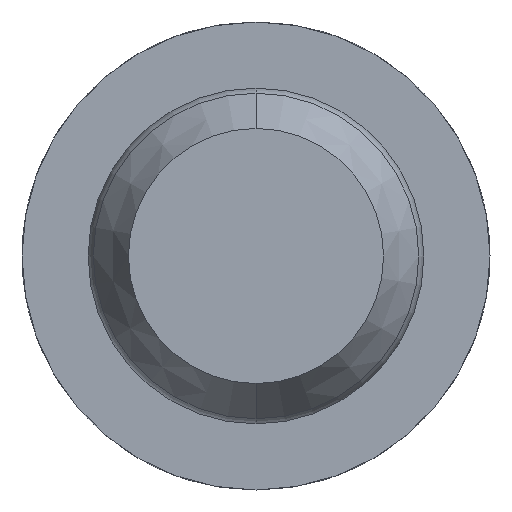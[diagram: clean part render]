
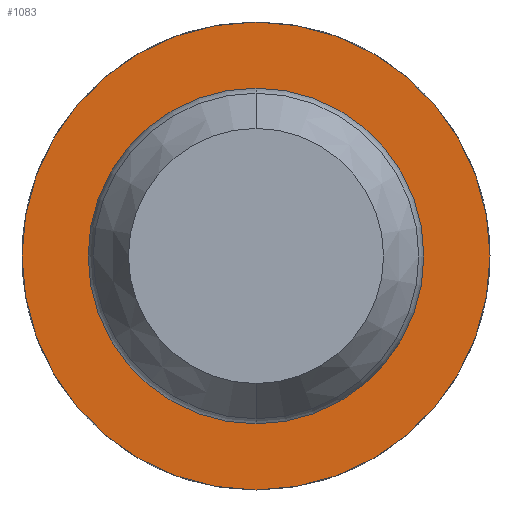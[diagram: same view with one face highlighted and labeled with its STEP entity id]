
A CAD part, front view. The second image highlights one B-rep face of the part: STEP entity #1083.
In plain terms, the highlighted planar face has unit normal (0, -1, 0).
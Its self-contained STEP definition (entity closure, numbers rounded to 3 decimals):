
#234 = VERTEX_POINT ( 'NONE', #4788 ) ;
#535 = EDGE_CURVE ( 'Defeature ausgef�hrt3_20+Defeature ausgef�hrt3_21+Defeature ausgef�hrt3_21+Defeature ausgef�hrt3_21', #234, #2667, #4954, .T. ) ;
#550 = PLANE ( 'NONE',  #4013 ) ;
#700 = CARTESIAN_POINT ( 'NONE',  ( 0., -10.5, 0. ) ) ;
#850 = EDGE_CURVE ( 'Defeature ausgef�hrt3_19+Defeature ausgef�hrt3_20+Defeature ausgef�hrt3_20+Defeature ausgef�hrt3_20', #3859, #1548, #1699, .T. ) ;
#883 = DIRECTION ( 'NONE',  ( 0., 1., 0. ) ) ;
#911 = EDGE_LOOP ( 'NONE', ( #2022, #4121 ) ) ;
#985 = CARTESIAN_POINT ( 'NONE',  ( 1.15, -10.5, 0. ) ) ;
#1083 = ADVANCED_FACE ( 'Defeature ausgef�hrt3_20', ( #1963, #4460 ), #550, .F. ) ;
#1391 = DIRECTION ( 'NONE',  ( 0., 0., 1. ) ) ;
#1490 = EDGE_CURVE ( 'Defeature ausgef�hrt3_19+Defeature ausgef�hrt3_20+Defeature ausgef�hrt3_20+Defeature ausgef�hrt3_20', #1548, #3859, #1859, .T. ) ;
#1496 = CIRCLE ( 'NONE', #4935, 0.825 ) ;
#1548 = VERTEX_POINT ( 'NONE', #3965 ) ;
#1563 = DIRECTION ( 'NONE',  ( 0., 0., 1. ) ) ;
#1699 = CIRCLE ( 'NONE', #2698, 1.15 ) ;
#1767 = DIRECTION ( 'NONE',  ( 0., 1., 0. ) ) ;
#1859 = CIRCLE ( 'NONE', #3670, 1.15 ) ;
#1916 = ORIENTED_EDGE ( 'NONE', *, *, #850, .F. ) ;
#1963 = FACE_OUTER_BOUND ( 'NONE', #2292, .T. ) ;
#2022 = ORIENTED_EDGE ( 'NONE', *, *, #3303, .T. ) ;
#2028 = AXIS2_PLACEMENT_3D ( 'NONE', #700, #3079, #3096 ) ;
#2124 = DIRECTION ( 'NONE',  ( 0., 1., 0. ) ) ;
#2292 = EDGE_LOOP ( 'NONE', ( #2293, #1916 ) ) ;
#2293 = ORIENTED_EDGE ( 'NONE', *, *, #1490, .F. ) ;
#2581 = CARTESIAN_POINT ( 'NONE',  ( 0., -10.5, 0. ) ) ;
#2667 = VERTEX_POINT ( 'NONE', #3260 ) ;
#2698 = AXIS2_PLACEMENT_3D ( 'NONE', #3113, #3887, #1563 ) ;
#3079 = DIRECTION ( 'NONE',  ( 0., 1., 0. ) ) ;
#3096 = DIRECTION ( 'NONE',  ( 0., 0., 1. ) ) ;
#3113 = CARTESIAN_POINT ( 'NONE',  ( 0., -10.5, 0. ) ) ;
#3260 = CARTESIAN_POINT ( 'NONE',  ( 0., -10.5, 0.825 ) ) ;
#3303 = EDGE_CURVE ( 'Defeature ausgef�hrt3_20+Defeature ausgef�hrt3_21+Defeature ausgef�hrt3_21+Defeature ausgef�hrt3_21', #2667, #234, #1496, .T. ) ;
#3670 = AXIS2_PLACEMENT_3D ( 'NONE', #3981, #883, #4318 ) ;
#3859 = VERTEX_POINT ( 'NONE', #4993 ) ;
#3887 = DIRECTION ( 'NONE',  ( 0., 1., 0. ) ) ;
#3965 = CARTESIAN_POINT ( 'NONE',  ( 0., -10.5, 1.15 ) ) ;
#3981 = CARTESIAN_POINT ( 'NONE',  ( 0., -10.5, 0. ) ) ;
#4013 = AXIS2_PLACEMENT_3D ( 'NONE', #985, #1767, #4489 ) ;
#4121 = ORIENTED_EDGE ( 'NONE', *, *, #535, .T. ) ;
#4318 = DIRECTION ( 'NONE',  ( 0., 0., 1. ) ) ;
#4460 = FACE_BOUND ( 'NONE', #911, .T. ) ;
#4489 = DIRECTION ( 'NONE',  ( 0., 0., 1. ) ) ;
#4788 = CARTESIAN_POINT ( 'NONE',  ( 0., -10.5, -0.825 ) ) ;
#4935 = AXIS2_PLACEMENT_3D ( 'NONE', #2581, #2124, #1391 ) ;
#4954 = CIRCLE ( 'NONE', #2028, 0.825 ) ;
#4993 = CARTESIAN_POINT ( 'NONE',  ( 0., -10.5, -1.15 ) ) ;
